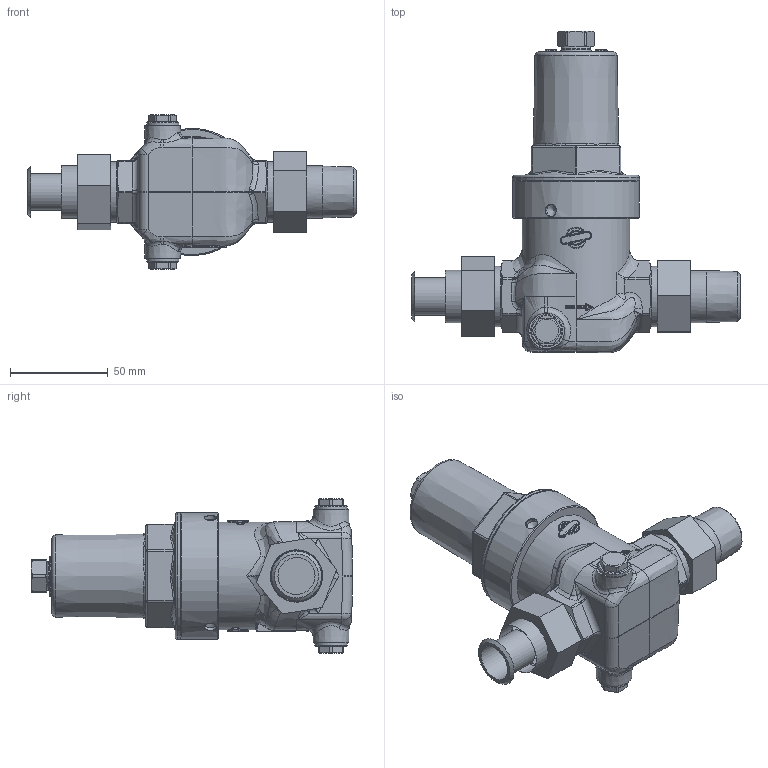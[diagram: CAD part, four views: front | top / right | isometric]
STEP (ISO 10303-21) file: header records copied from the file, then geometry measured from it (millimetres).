
FILE_DESCRIPTION(/* description */ (''),/* implementation_level */ '2;1');
FILE_NAME(/* name */ '075003-R0330.stp',/* time_stamp */ '2023-02-17T12:52:38+01:00',/* author */ ('gninka'),/* organization */ (''),/* preprocessor_version */ 'ST-DEVELOPER v19',/* originating_system */ 'Autodesk Inventor 2023',/* authorisation */ '');
FILE_SCHEMA (('AUTOMOTIVE_DESIGN { 1 0 10303 214 3 1 1 }'));
Length unit declared in the file: millimetre
Products named in the file (1): 075003-R6330.20221213_step
Bounding box: 168 x 164.57 x 79 mm (x, y, z)
Volume: 438610.2 mm3; surface area: 50862.9 mm2
Topology: 1 solids, 1 shells, 872 faces, 2239 edges, 1381 vertices
Faces by surface type: bspline 415, plane 199, cylinder 140, cone 50, sphere 38, torus 30
Full cylindrical faces by diameter (mm): 2 x1, 5 x1, 6.1 x3, 10 x1, 10.2 x1, 15 x1, 16.5 x2, 19 x2, 26.7 x2, 26.8 x2, 31 x2, 55 x1, 65 x1
Entity records: 42598 total; most frequent: CARTESIAN_POINT 24761, ORIENTED_EDGE 4428, DIRECTION 2548, EDGE_CURVE 2214, VERTEX_POINT 1381, B_SPLINE_CURVE_WITH_KNOTS 1109, AXIS2_PLACEMENT_3D 1045, EDGE_LOOP 909
